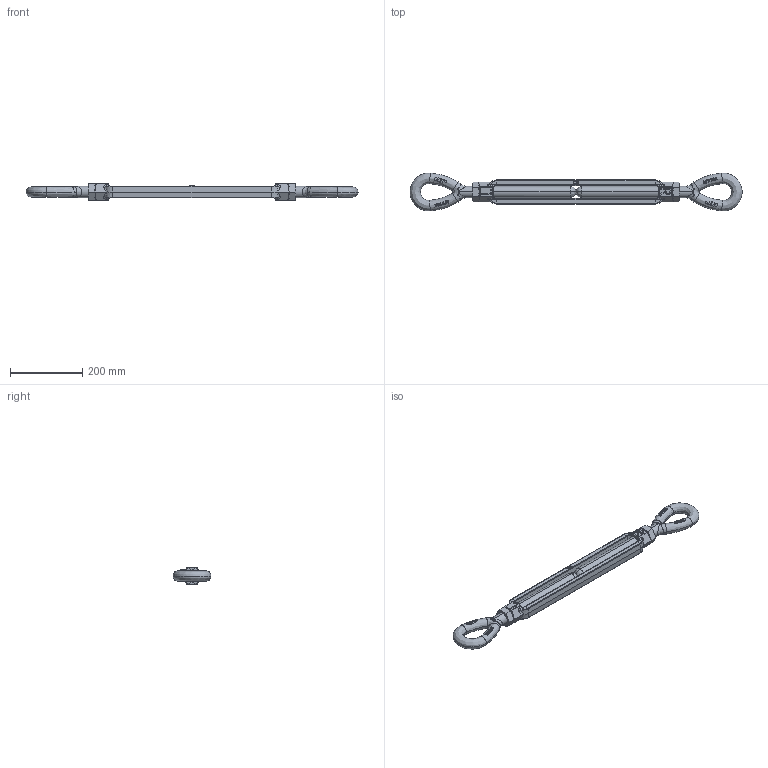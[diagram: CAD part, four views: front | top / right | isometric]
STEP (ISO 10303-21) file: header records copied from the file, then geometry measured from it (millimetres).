
FILE_DESCRIPTION(('STEP AP214'),'1');
FILE_NAME('ssgpoo3218.stp','2017-03-31T06:37:41',('TraceParts'),('TraceParts S.A.'),'Spatial InterOp 3D',' ',' ');
FILE_SCHEMA(('automotive_design'));
Length unit declared in the file: millimetre
Products named in the file (8): ssgpoo3218_1; ssgpoo3218_2; ssgpoo3218_3; ssgpoo3218_4; ssgpoo3218_5; ssgpoo3218_6; ssgpoo3218_7; ssgpoo3218_8
Bounding box: 919.61 x 104.71 x 49 mm (x, y, z)
Volume: 1445414.9 mm3; surface area: 241208.9 mm2
Topology: 8 solids, 8 shells, 615 faces, 1565 edges, 978 vertices
Faces by surface type: plane 259, bspline 188, cylinder 118, cone 50
Entity records: 66251 total; most frequent: CARTESIAN_POINT 48351, ORIENTED_EDGE 3106, DIRECTION 1953, EDGE_CURVE 1553, VERTEX_POINT 978, AXIS2_PLACEMENT_3D 666, EDGE_LOOP 651, B_SPLINE_CURVE_WITH_KNOTS 651
